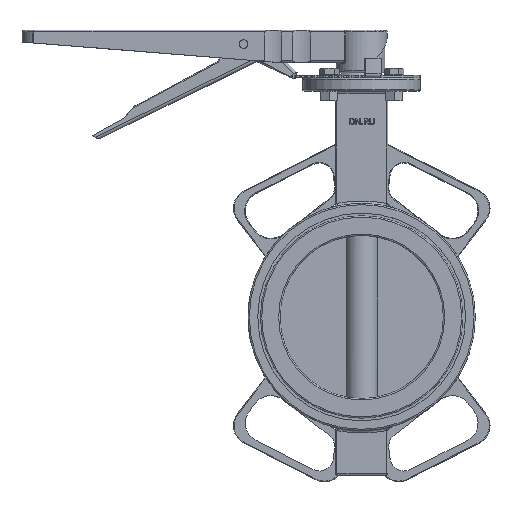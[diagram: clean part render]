
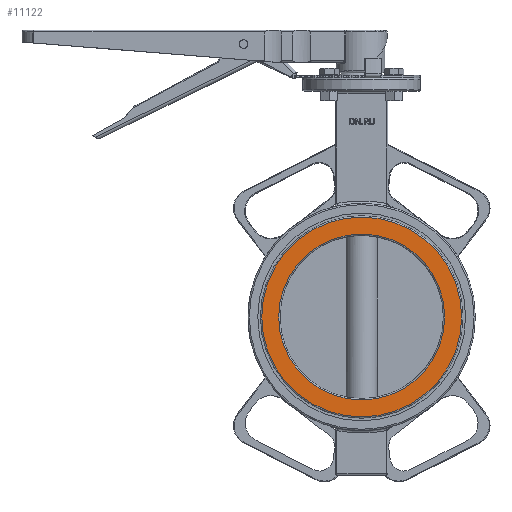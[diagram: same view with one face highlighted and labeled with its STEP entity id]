
A CAD part, top view. The second image highlights one B-rep face of the part: STEP entity #11122.
In plain terms, the highlighted planar face has unit normal (0, 0, 1).
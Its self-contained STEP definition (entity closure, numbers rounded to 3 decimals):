
#196=FACE_BOUND('',#3934,.T.);
#411=PLANE('',#12153);
#3292=FACE_OUTER_BOUND('',#3933,.T.);
#3933=EDGE_LOOP('',(#8856));
#3934=EDGE_LOOP('',(#8857));
#4710=CIRCLE('',#12149,63.5);
#4714=CIRCLE('',#12154,76.5);
#5457=VERTEX_POINT('',#18515);
#5460=VERTEX_POINT('',#18523);
#6711=EDGE_CURVE('',#5457,#5457,#4710,.T.);
#6715=EDGE_CURVE('',#5460,#5460,#4714,.T.);
#8856=ORIENTED_EDGE('',*,*,#6715,.F.);
#8857=ORIENTED_EDGE('',*,*,#6711,.F.);
#11122=ADVANCED_FACE('',(#3292,#196),#411,.T.);
#12149=AXIS2_PLACEMENT_3D('',#18516,#14118,#14119);
#12153=AXIS2_PLACEMENT_3D('',#18522,#14126,#14127);
#12154=AXIS2_PLACEMENT_3D('',#18524,#14128,#14129);
#14118=DIRECTION('center_axis',(0.,0.,1.));
#14119=DIRECTION('ref_axis',(-1.,0.,0.));
#14126=DIRECTION('center_axis',(0.,0.,1.));
#14127=DIRECTION('ref_axis',(1.,0.,0.));
#14128=DIRECTION('center_axis',(0.,0.,-1.));
#14129=DIRECTION('ref_axis',(-1.,0.,0.));
#18515=CARTESIAN_POINT('',(63.5,0.,29.));
#18516=CARTESIAN_POINT('Origin',(0.,0.,29.));
#18522=CARTESIAN_POINT('Origin',(0.,0.,29.));
#18523=CARTESIAN_POINT('',(-76.5,0.,29.));
#18524=CARTESIAN_POINT('Origin',(0.,0.,29.));
